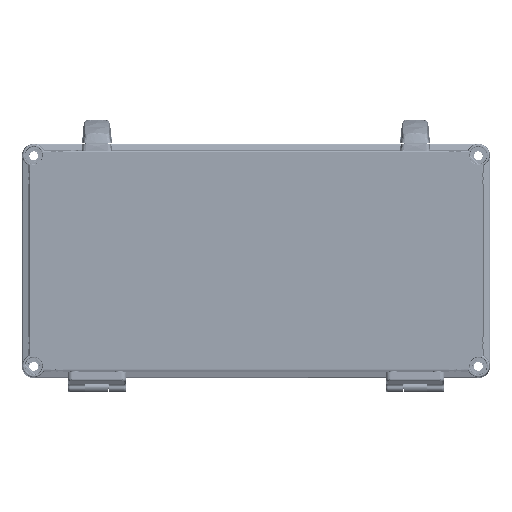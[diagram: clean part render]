
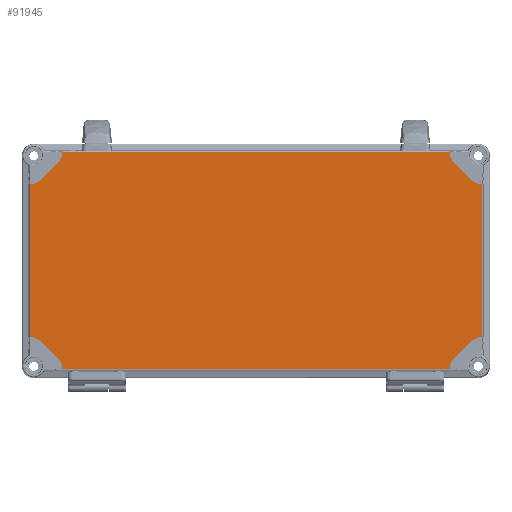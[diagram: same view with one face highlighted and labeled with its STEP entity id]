
A CAD part, top view. The second image highlights one B-rep face of the part: STEP entity #91945.
In plain terms, the highlighted planar face has unit normal (0, 0, 1).
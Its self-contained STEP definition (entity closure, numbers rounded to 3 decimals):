
#77732=CARTESIAN_POINT('',(-179.346,-93.3,30.));
#77733=DIRECTION('',(0.,0.,1.));
#77734=DIRECTION('',(0.999,0.032,0.));
#77735=AXIS2_PLACEMENT_3D('',#77732,#77733,#77734);
#77740=DIRECTION('',(-0.707,0.707,0.));
#77741=VECTOR('',#77740,19.734);
#77742=CARTESIAN_POINT('',(-169.447,-83.401,30.));
#77743=LINE('',#77742,#77741);
#77747=CARTESIAN_POINT('',(-193.3,-79.346,30.));
#77748=DIRECTION('',(0.,0.,1.));
#77749=DIRECTION('',(0.707,0.707,0.));
#77750=AXIS2_PLACEMENT_3D('',#77747,#77748,#77749);
#77755=CARTESIAN_POINT('',(-193.3,79.346,30.));
#77756=DIRECTION('',(0.,0.,1.));
#77757=DIRECTION('',(0.032,-0.999,0.));
#77758=AXIS2_PLACEMENT_3D('',#77755,#77756,#77757);
#77763=DIRECTION('',(0.707,0.707,0.));
#77764=VECTOR('',#77763,19.734);
#77765=CARTESIAN_POINT('',(-183.401,69.447,30.));
#77766=LINE('',#77765,#77764);
#77770=CARTESIAN_POINT('',(-179.346,93.3,30.));
#77771=DIRECTION('',(0.,0.,1.));
#77772=DIRECTION('',(0.707,-0.707,0.));
#77773=AXIS2_PLACEMENT_3D('',#77770,#77771,#77772);
#77778=DIRECTION('',(1.,0.,0.));
#77779=VECTOR('',#77778,330.707);
#77780=CARTESIAN_POINT('',(-165.353,92.851,30.));
#77781=LINE('',#77780,#77779);
#77785=CARTESIAN_POINT('',(179.346,93.3,30.));
#77786=DIRECTION('',(0.,0.,1.));
#77787=DIRECTION('',(-0.999,-0.032,0.));
#77788=AXIS2_PLACEMENT_3D('',#77785,#77786,#77787);
#77793=DIRECTION('',(0.707,-0.707,0.));
#77794=VECTOR('',#77793,19.734);
#77795=CARTESIAN_POINT('',(169.447,83.401,30.));
#77796=LINE('',#77795,#77794);
#77800=CARTESIAN_POINT('',(193.3,79.346,30.));
#77801=DIRECTION('',(0.,0.,1.));
#77802=DIRECTION('',(-0.707,-0.707,0.));
#77803=AXIS2_PLACEMENT_3D('',#77800,#77801,#77802);
#77808=CARTESIAN_POINT('',(193.3,-79.346,30.));
#77809=DIRECTION('',(0.,0.,1.));
#77810=DIRECTION('',(-0.032,0.999,0.));
#77811=AXIS2_PLACEMENT_3D('',#77808,#77809,#77810);
#77816=DIRECTION('',(-0.707,-0.707,0.));
#77817=VECTOR('',#77816,19.734);
#77818=CARTESIAN_POINT('',(183.401,-69.447,30.));
#77819=LINE('',#77818,#77817);
#77823=CARTESIAN_POINT('',(179.346,-93.3,30.));
#77824=DIRECTION('',(0.,0.,1.));
#77825=DIRECTION('',(-0.707,0.707,0.));
#77826=AXIS2_PLACEMENT_3D('',#77823,#77824,#77825);
#81182=DIRECTION('',(1.,0.,0.));
#81183=VECTOR('',#81182,330.707);
#81184=CARTESIAN_POINT('',(-165.353,-92.851,30.));
#81185=LINE('',#81184,#81183);
#81189=CARTESIAN_POINT('',(165.353,-92.851,30.));
#81220=CARTESIAN_POINT('',(-165.353,-92.851,30.));
#81246=DIRECTION('',(0.,1.,0.));
#81247=VECTOR('',#81246,130.707);
#81248=CARTESIAN_POINT('',(192.851,-65.353,30.));
#81249=LINE('',#81248,#81247);
#81317=CARTESIAN_POINT('',(-165.353,92.851,30.));
#81355=CARTESIAN_POINT('',(165.353,92.851,30.));
#81381=DIRECTION('',(0.,-1.,0.));
#81382=VECTOR('',#81381,130.707);
#81383=CARTESIAN_POINT('',(-192.851,65.353,30.));
#81384=LINE('',#81383,#81382);
#88323=CARTESIAN_POINT('',(169.447,83.401,30.));
#88324=CARTESIAN_POINT('',(183.401,69.447,30.));
#88325=VERTEX_POINT('',#88323);
#88326=VERTEX_POINT('',#88324);
#88343=CARTESIAN_POINT('',(-183.401,69.447,30.));
#88344=CARTESIAN_POINT('',(-169.447,83.401,30.));
#88345=VERTEX_POINT('',#88343);
#88346=VERTEX_POINT('',#88344);
#88359=CARTESIAN_POINT('',(183.401,-69.447,30.));
#88360=CARTESIAN_POINT('',(169.447,-83.401,30.));
#88361=VERTEX_POINT('',#88359);
#88362=VERTEX_POINT('',#88360);
#88371=CARTESIAN_POINT('',(-169.447,-83.401,30.));
#88372=CARTESIAN_POINT('',(-183.401,-69.447,30.));
#88373=VERTEX_POINT('',#88371);
#88374=VERTEX_POINT('',#88372);
#88681=VERTEX_POINT('',#81355);
#88693=CARTESIAN_POINT('',(192.851,-65.353,30.));
#88694=CARTESIAN_POINT('',(192.851,65.353,30.));
#88695=VERTEX_POINT('',#88693);
#88696=VERTEX_POINT('',#88694);
#88704=VERTEX_POINT('',#81317);
#88749=CARTESIAN_POINT('',(-192.851,65.353,30.));
#88750=CARTESIAN_POINT('',(-192.851,-65.353,30.));
#88751=VERTEX_POINT('',#88749);
#88752=VERTEX_POINT('',#88750);
#88805=VERTEX_POINT('',#81220);
#88806=VERTEX_POINT('',#81189);
#91906=CARTESIAN_POINT('',(0.,0.,30.));
#91907=DIRECTION('',(0.,0.,1.));
#91908=DIRECTION('',(1.,0.,0.));
#91909=AXIS2_PLACEMENT_3D('',#91906,#91907,#91908);
#91910=PLANE('',#91909);
#91912=ORIENTED_EDGE('',*,*,#91911,.F.);
#91914=ORIENTED_EDGE('',*,*,#91913,.T.);
#91916=ORIENTED_EDGE('',*,*,#91915,.T.);
#91918=ORIENTED_EDGE('',*,*,#91917,.T.);
#91920=ORIENTED_EDGE('',*,*,#91919,.F.);
#91922=ORIENTED_EDGE('',*,*,#91921,.T.);
#91924=ORIENTED_EDGE('',*,*,#91923,.T.);
#91926=ORIENTED_EDGE('',*,*,#91925,.T.);
#91928=ORIENTED_EDGE('',*,*,#91927,.T.);
#91930=ORIENTED_EDGE('',*,*,#91929,.T.);
#91932=ORIENTED_EDGE('',*,*,#91931,.T.);
#91934=ORIENTED_EDGE('',*,*,#91933,.T.);
#91936=ORIENTED_EDGE('',*,*,#91935,.F.);
#91938=ORIENTED_EDGE('',*,*,#91937,.T.);
#91940=ORIENTED_EDGE('',*,*,#91939,.T.);
#91942=ORIENTED_EDGE('',*,*,#91941,.T.);
#91943=EDGE_LOOP('',(#91912,#91914,#91916,#91918,#91920,#91922,#91924,#91926,
#91928,#91930,#91932,#91934,#91936,#91938,#91940,#91942));
#91944=FACE_OUTER_BOUND('',#91943,.F.);
#91945=ADVANCED_FACE('',(#91944),#91910,.T.);
#77736=CIRCLE('',#77735,14.);
#77751=CIRCLE('',#77750,14.);
#77759=CIRCLE('',#77758,14.);
#77774=CIRCLE('',#77773,14.);
#77789=CIRCLE('',#77788,14.);
#77804=CIRCLE('',#77803,14.);
#77812=CIRCLE('',#77811,14.);
#77827=CIRCLE('',#77826,14.);
#91911=EDGE_CURVE('',#88805,#88806,#81185,.T.);
#91913=EDGE_CURVE('',#88805,#88373,#77736,.T.);
#91915=EDGE_CURVE('',#88373,#88374,#77743,.T.);
#91917=EDGE_CURVE('',#88374,#88752,#77751,.T.);
#91919=EDGE_CURVE('',#88751,#88752,#81384,.T.);
#91921=EDGE_CURVE('',#88751,#88345,#77759,.T.);
#91923=EDGE_CURVE('',#88345,#88346,#77766,.T.);
#91925=EDGE_CURVE('',#88346,#88704,#77774,.T.);
#91927=EDGE_CURVE('',#88704,#88681,#77781,.T.);
#91929=EDGE_CURVE('',#88681,#88325,#77789,.T.);
#91931=EDGE_CURVE('',#88325,#88326,#77796,.T.);
#91933=EDGE_CURVE('',#88326,#88696,#77804,.T.);
#91935=EDGE_CURVE('',#88695,#88696,#81249,.T.);
#91937=EDGE_CURVE('',#88695,#88361,#77812,.T.);
#91939=EDGE_CURVE('',#88361,#88362,#77819,.T.);
#91941=EDGE_CURVE('',#88362,#88806,#77827,.T.);
